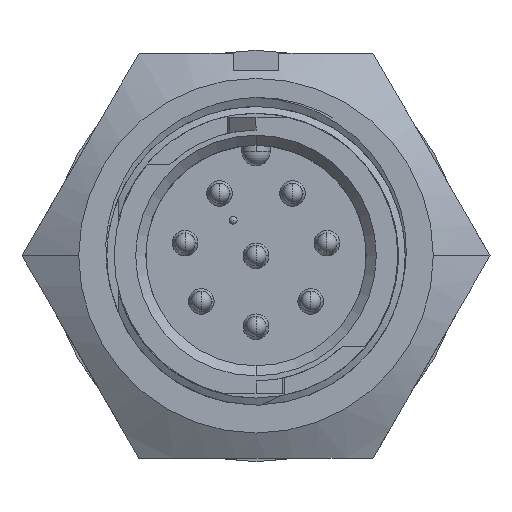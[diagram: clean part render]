
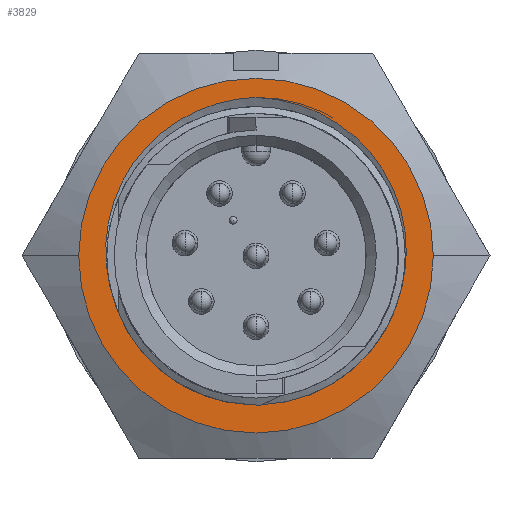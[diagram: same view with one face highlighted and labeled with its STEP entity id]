
A CAD part, top view. The second image highlights one B-rep face of the part: STEP entity #3829.
In plain terms, the highlighted planar face has unit normal (0, 0, 1).
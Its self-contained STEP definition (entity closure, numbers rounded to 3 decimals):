
#1 = CARTESIAN_POINT ( 'NONE',  ( 8.89, 0., -4.648 ) ) ;
#259 = DIRECTION ( 'NONE',  ( 0., 0., -1. ) ) ;
#513 = CARTESIAN_POINT ( 'NONE',  ( -0.332, -7.473, -4.648 ) ) ;
#566 = VECTOR ( 'NONE', #5373, 1000. ) ;
#585 = DIRECTION ( 'NONE',  ( 0., 0., -1. ) ) ;
#674 = VERTEX_POINT ( 'NONE', #5888 ) ;
#699 = ORIENTED_EDGE ( 'NONE', *, *, #10876, .F. ) ;
#809 = CARTESIAN_POINT ( 'NONE',  ( -4.27, 6.536, -4.648 ) ) ;
#884 = EDGE_LOOP ( 'NONE', ( #9755, #6981, #699, #5447, #6159, #2939 ) ) ;
#895 = CARTESIAN_POINT ( 'NONE',  ( 6.557, 4.028, -4.648 ) ) ;
#1198 = CIRCLE ( 'NONE', #2899, 7.48 ) ;
#1327 = LINE ( 'NONE', #2383, #566 ) ;
#1805 = CARTESIAN_POINT ( 'NONE',  ( -7.536, 0.794, -4.648 ) ) ;
#1850 = CIRCLE ( 'NONE', #3976, 7.48 ) ;
#1924 = DIRECTION ( 'NONE',  ( 0., 0., 1. ) ) ;
#1960 = CARTESIAN_POINT ( 'NONE',  ( 2.774, 7.36, -4.648 ) ) ;
#1993 = CARTESIAN_POINT ( 'NONE',  ( -6.555, 4.03, -4.648 ) ) ;
#2383 = CARTESIAN_POINT ( 'NONE',  ( 0., -7.603, -4.648 ) ) ;
#2629 = FACE_BOUND ( 'NONE', #884, .T. ) ;
#2675 = VERTEX_POINT ( 'NONE', #6541 ) ;
#2823 = CARTESIAN_POINT ( 'NONE',  ( 5.55, 5.413, -4.648 ) ) ;
#2848 = DIRECTION ( 'NONE',  ( 0., 0., -1. ) ) ;
#2890 = CARTESIAN_POINT ( 'NONE',  ( 2.242, 7.558, -4.648 ) ) ;
#2899 = AXIS2_PLACEMENT_3D ( 'NONE', #10939, #1924, #4909 ) ;
#2934 = CARTESIAN_POINT ( 'NONE',  ( -5.156, 5.813, -4.648 ) ) ;
#2939 = ORIENTED_EDGE ( 'NONE', *, *, #7767, .F. ) ;
#3056 = CARTESIAN_POINT ( 'NONE',  ( -7.4, -1.192, -4.648 ) ) ;
#3158 = EDGE_CURVE ( 'NONE', #7582, #3870, #8399, .T. ) ;
#3307 = EDGE_LOOP ( 'NONE', ( #5298, #10090 ) ) ;
#3329 = CARTESIAN_POINT ( 'NONE',  ( 0.232, -7.496, -4.648 ) ) ;
#3526 = AXIS2_PLACEMENT_3D ( 'NONE', #5704, #2848, #4774 ) ;
#3574 = EDGE_CURVE ( 'NONE', #11958, #6892, #3990, .T. ) ;
#3829 = ADVANCED_FACE ( 'NONE', ( #10712, #2629 ), #7810, .F. ) ;
#3854 = B_SPLINE_CURVE_WITH_KNOTS ( 'NONE', 3,
 ( #8887, #3056, #4921, #10954, #10140, #1805, #8028, #8948, #5969, #1993, #12998, #13068, #2934, #809, #7081, #6031, #4861, #6888, #5846, #11136 ),
 .UNSPECIFIED., .F., .F.,
 ( 4, 2, 2, 2, 2, 2, 2, 2, 2, 4 ),
 ( 0., 0.001, 0.002, 0.003, 0.005, 0.007, 0.009, 0.01, 0.012, 0.014 ),
 .UNSPECIFIED. ) ;
#3870 = VERTEX_POINT ( 'NONE', #513 ) ;
#3897 = CARTESIAN_POINT ( 'NONE',  ( 7.047, 2.994, -4.648 ) ) ;
#3976 = AXIS2_PLACEMENT_3D ( 'NONE', #8077, #11126, #8218 ) ;
#3990 = CIRCLE ( 'NONE', #10107, 8.89 ) ;
#4774 = DIRECTION ( 'NONE',  ( -1., 0., 0. ) ) ;
#4825 = CARTESIAN_POINT ( 'NONE',  ( 7.334, -1.47, -4.648 ) ) ;
#4861 = CARTESIAN_POINT ( 'NONE',  ( -2.248, 7.557, -4.648 ) ) ;
#4886 = CARTESIAN_POINT ( 'NONE',  ( 7.475, 1.355, -4.648 ) ) ;
#4909 = DIRECTION ( 'NONE',  ( 1., 0., 0. ) ) ;
#4921 = CARTESIAN_POINT ( 'NONE',  ( -7.45, -0.91, -4.648 ) ) ;
#4946 = CARTESIAN_POINT ( 'NONE',  ( 7.466, -0.913, -4.648 ) ) ;
#5008 = CARTESIAN_POINT ( 'NONE',  ( 1.417, 7.769, -4.648 ) ) ;
#5298 = ORIENTED_EDGE ( 'NONE', *, *, #3574, .F. ) ;
#5373 = DIRECTION ( 'NONE',  ( -0.907, -0.421, 0. ) ) ;
#5447 = ORIENTED_EDGE ( 'NONE', *, *, #7200, .T. ) ;
#5531 = CARTESIAN_POINT ( 'NONE',  ( 0.043, -7.495, -4.648 ) ) ;
#5552 = CARTESIAN_POINT ( 'NONE',  ( -5.866, -10.16, -4.648 ) ) ;
#5704 = CARTESIAN_POINT ( 'NONE',  ( 0., 0., -4.648 ) ) ;
#5807 = CARTESIAN_POINT ( 'NONE',  ( 6.255, 4.516, -4.648 ) ) ;
#5846 = CARTESIAN_POINT ( 'NONE',  ( -0.572, 7.92, -4.648 ) ) ;
#5888 = CARTESIAN_POINT ( 'NONE',  ( 0., 7.938, -4.648 ) ) ;
#5969 = CARTESIAN_POINT ( 'NONE',  ( -7.04, 3.009, -4.648 ) ) ;
#6031 = CARTESIAN_POINT ( 'NONE',  ( -2.787, 7.354, -4.648 ) ) ;
#6060 = CARTESIAN_POINT ( 'NONE',  ( 7.532, -0.351, -4.648 ) ) ;
#6159 = ORIENTED_EDGE ( 'NONE', *, *, #10184, .T. ) ;
#6202 = EDGE_CURVE ( 'NONE', #6892, #11958, #9867, .T. ) ;
#6513 = CARTESIAN_POINT ( 'NONE',  ( -0.145, -7.488, -4.648 ) ) ;
#6541 = CARTESIAN_POINT ( 'NONE',  ( 0.277, -7.475, -4.648 ) ) ;
#6888 = CARTESIAN_POINT ( 'NONE',  ( -1.142, 7.839, -4.648 ) ) ;
#6892 = VERTEX_POINT ( 'NONE', #1 ) ;
#6981 = ORIENTED_EDGE ( 'NONE', *, *, #3158, .T. ) ;
#7081 = CARTESIAN_POINT ( 'NONE',  ( -3.795, 6.844, -4.648 ) ) ;
#7200 = EDGE_CURVE ( 'NONE', #9644, #674, #3854, .T. ) ;
#7337 = CARTESIAN_POINT ( 'NONE',  ( 0., 0., -4.648 ) ) ;
#7425 = EDGE_CURVE ( 'NONE', #2675, #7582, #1327, .T. ) ;
#7582 = VERTEX_POINT ( 'NONE', #3329 ) ;
#7767 = EDGE_CURVE ( 'NONE', #2675, #12421, #1198, .T. ) ;
#7798 = CARTESIAN_POINT ( 'NONE',  ( 7.537, 0.781, -4.648 ) ) ;
#7810 = PLANE ( 'NONE',  #10934 ) ;
#7866 = CARTESIAN_POINT ( 'NONE',  ( 3.795, 6.845, -4.648 ) ) ;
#7877 = DIRECTION ( 'NONE',  ( -1., 0., 0. ) ) ;
#7991 = CARTESIAN_POINT ( 'NONE',  ( 5.145, 5.822, -4.648 ) ) ;
#8028 = CARTESIAN_POINT ( 'NONE',  ( -7.475, 1.358, -4.648 ) ) ;
#8077 = CARTESIAN_POINT ( 'NONE',  ( 0., 0., -4.648 ) ) ;
#8218 = DIRECTION ( 'NONE',  ( 1., 0., 0. ) ) ;
#8399 = B_SPLINE_CURVE_WITH_KNOTS ( 'NONE', 3,
 ( #11630, #5531, #6513, #11692 ),
 .UNSPECIFIED., .F., .F.,
 ( 4, 4 ),
 ( 0.001, 0.002 ),
 .UNSPECIFIED. ) ;
#8546 = B_SPLINE_CURVE_WITH_KNOTS ( 'NONE', 3,
 ( #10030, #11037, #12901, #9908, #5008, #2890, #1960, #7866, #10907, #7991, #2823, #5807, #895, #3897, #9970, #4886, #7798, #6060, #4946, #12102 ),
 .UNSPECIFIED., .F., .F.,
 ( 4, 2, 2, 2, 2, 2, 2, 2, 2, 4 ),
 ( 0., 0.001, 0.002, 0.003, 0.005, 0.007, 0.009, 0.01, 0.012, 0.014 ),
 .UNSPECIFIED. ) ;
#8887 = CARTESIAN_POINT ( 'NONE',  ( -7.334, -1.47, -4.648 ) ) ;
#8930 = CARTESIAN_POINT ( 'NONE',  ( -8.89, 0., -4.648 ) ) ;
#8948 = CARTESIAN_POINT ( 'NONE',  ( -7.225, 2.475, -4.648 ) ) ;
#9644 = VERTEX_POINT ( 'NONE', #10551 ) ;
#9755 = ORIENTED_EDGE ( 'NONE', *, *, #7425, .T. ) ;
#9867 = CIRCLE ( 'NONE', #3526, 8.89 ) ;
#9908 = CARTESIAN_POINT ( 'NONE',  ( 1.136, 7.824, -4.648 ) ) ;
#9970 = CARTESIAN_POINT ( 'NONE',  ( 7.23, 2.457, -4.648 ) ) ;
#10030 = CARTESIAN_POINT ( 'NONE',  ( 0., 7.938, -4.648 ) ) ;
#10090 = ORIENTED_EDGE ( 'NONE', *, *, #6202, .F. ) ;
#10107 = AXIS2_PLACEMENT_3D ( 'NONE', #7337, #259, #12581 ) ;
#10140 = CARTESIAN_POINT ( 'NONE',  ( -7.534, -0.057, -4.648 ) ) ;
#10184 = EDGE_CURVE ( 'NONE', #674, #12421, #8546, .T. ) ;
#10551 = CARTESIAN_POINT ( 'NONE',  ( -7.334, -1.47, -4.648 ) ) ;
#10712 = FACE_OUTER_BOUND ( 'NONE', #3307, .T. ) ;
#10876 = EDGE_CURVE ( 'NONE', #9644, #3870, #1850, .T. ) ;
#10907 = CARTESIAN_POINT ( 'NONE',  ( 4.269, 6.536, -4.648 ) ) ;
#10934 = AXIS2_PLACEMENT_3D ( 'NONE', #5552, #585, #7877 ) ;
#10939 = CARTESIAN_POINT ( 'NONE',  ( 0., 0., -4.648 ) ) ;
#10954 = CARTESIAN_POINT ( 'NONE',  ( -7.517, -0.343, -4.648 ) ) ;
#11037 = CARTESIAN_POINT ( 'NONE',  ( 0.286, 7.929, -4.648 ) ) ;
#11126 = DIRECTION ( 'NONE',  ( 0., 0., 1. ) ) ;
#11136 = CARTESIAN_POINT ( 'NONE',  ( 0., 7.938, -4.648 ) ) ;
#11630 = CARTESIAN_POINT ( 'NONE',  ( 0.232, -7.496, -4.648 ) ) ;
#11692 = CARTESIAN_POINT ( 'NONE',  ( -0.332, -7.473, -4.648 ) ) ;
#11958 = VERTEX_POINT ( 'NONE', #8930 ) ;
#12102 = CARTESIAN_POINT ( 'NONE',  ( 7.334, -1.47, -4.648 ) ) ;
#12421 = VERTEX_POINT ( 'NONE', #4825 ) ;
#12581 = DIRECTION ( 'NONE',  ( -1., 0., 0. ) ) ;
#12901 = CARTESIAN_POINT ( 'NONE',  ( 0.57, 7.904, -4.648 ) ) ;
#12998 = CARTESIAN_POINT ( 'NONE',  ( -6.251, 4.521, -4.648 ) ) ;
#13068 = CARTESIAN_POINT ( 'NONE',  ( -5.552, 5.41, -4.648 ) ) ;
